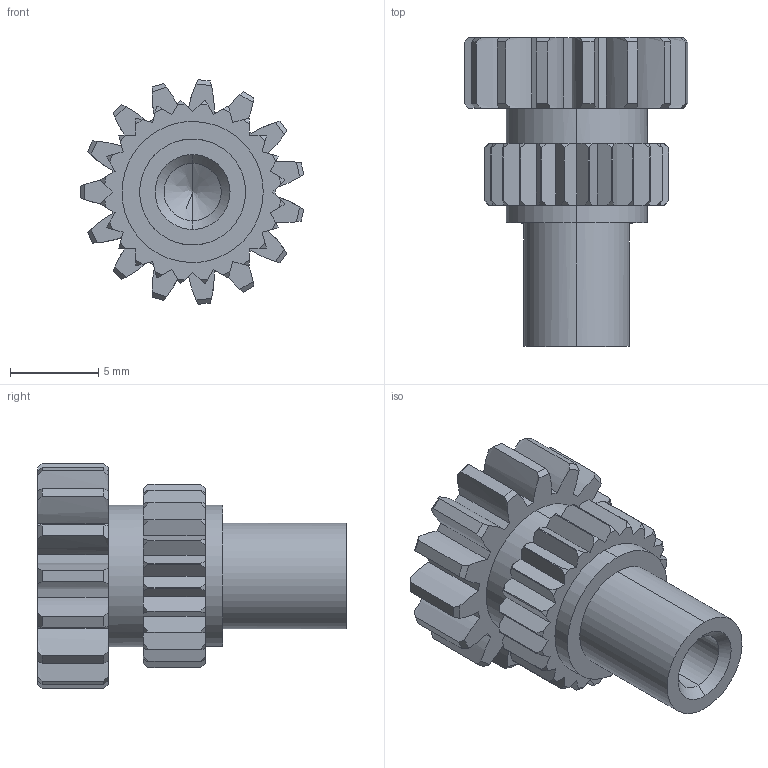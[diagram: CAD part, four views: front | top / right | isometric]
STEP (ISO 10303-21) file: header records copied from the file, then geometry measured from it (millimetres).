
FILE_DESCRIPTION(('FreeCAD Model'),'2;1');
FILE_NAME('Push_gear_001-largo.stp','2016-01-27T22:40:55',('FreeCAD'),('FreeCAD'), 'Open CASCADE STEP processor 6.8','FreeCAD','Unknown');
FILE_SCHEMA(('AUTOMOTIVE_DESIGN_CC2 { 1 2 10303 214 -1 1 5 4 }'));
Products named in the file (1): Open CASCADE STEP translator 6.8 122
Bounding box: 12.66 x 17.5 x 12.73 mm (x, y, z)
Volume: 911.5 mm3; surface area: 1003 mm2
Topology: 1 solids, 1 shells, 228 faces, 662 edges, 439 vertices
Faces by surface type: bspline 174, plane 54
Entity records: 33642 total; most frequent: CARTESIAN_POINT 25654, B_SPLINE_CURVE_WITH_KNOTS 1342, ORIENTED_EDGE 1320, PCURVE 1320, DEFINITIONAL_REPRESENTATION 1320, EDGE_CURVE 660, SURFACE_CURVE 660, VERTEX_POINT 439
